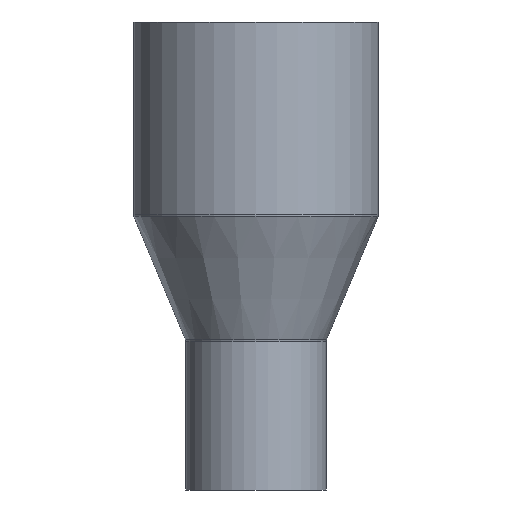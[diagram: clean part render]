
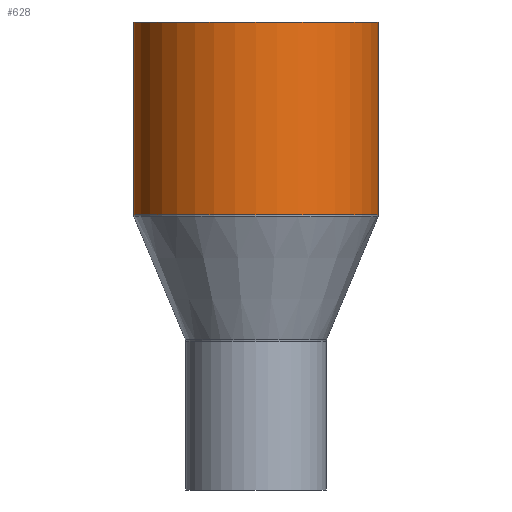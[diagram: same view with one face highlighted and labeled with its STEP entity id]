
A CAD part, front view. The second image highlights one B-rep face of the part: STEP entity #628.
In plain terms, the highlighted cylindrical face has radius 55 mm (diameter 110 mm), a partial arc.
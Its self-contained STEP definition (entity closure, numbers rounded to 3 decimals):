
#28 = DIRECTION ( 'NONE',  ( 0., 0., -1. ) ) ;
#36 = CARTESIAN_POINT ( 'NONE',  ( -55., 0., -16.533 ) ) ;
#40 = FACE_OUTER_BOUND ( 'NONE', #406, .T. ) ;
#63 = EDGE_CURVE ( 'NONE', #269, #548, #375, .T. ) ;
#103 = VERTEX_POINT ( 'NONE', #648 ) ;
#161 = VECTOR ( 'NONE', #561, 1000. ) ;
#180 = CARTESIAN_POINT ( 'NONE',  ( -55., 0., 25.066 ) ) ;
#191 = EDGE_CURVE ( 'NONE', #103, #548, #550, .T. ) ;
#192 = ORIENTED_EDGE ( 'NONE', *, *, #63, .T. ) ;
#233 = ORIENTED_EDGE ( 'NONE', *, *, #191, .F. ) ;
#238 = ORIENTED_EDGE ( 'NONE', *, *, #265, .T. ) ;
#248 = DIRECTION ( 'NONE',  ( 0., 0., -1. ) ) ;
#265 = EDGE_CURVE ( 'NONE', #516, #269, #473, .T. ) ;
#269 = VERTEX_POINT ( 'NONE', #323 ) ;
#289 = DIRECTION ( 'NONE',  ( 0., 0., -1. ) ) ;
#300 = CYLINDRICAL_SURFACE ( 'NONE', #377, 55. ) ;
#305 = CARTESIAN_POINT ( 'NONE',  ( 0., 0., 25.066 ) ) ;
#316 = VECTOR ( 'NONE', #289, 1000. ) ;
#323 = CARTESIAN_POINT ( 'NONE',  ( -55., 0., 111.664 ) ) ;
#333 = EDGE_CURVE ( 'NONE', #516, #103, #362, .T. ) ;
#362 = LINE ( 'NONE', #463, #161 ) ;
#375 = LINE ( 'NONE', #36, #316 ) ;
#377 = AXIS2_PLACEMENT_3D ( 'NONE', #402, #248, #493 ) ;
#402 = CARTESIAN_POINT ( 'NONE',  ( 0., 0., -16.533 ) ) ;
#406 = EDGE_LOOP ( 'NONE', ( #578, #238, #192, #233 ) ) ;
#454 = DIRECTION ( 'NONE',  ( -1., 0., 0. ) ) ;
#461 = CARTESIAN_POINT ( 'NONE',  ( 0., 0., 111.664 ) ) ;
#463 = CARTESIAN_POINT ( 'NONE',  ( 55., 0., -16.533 ) ) ;
#473 = CIRCLE ( 'NONE', #585, 55. ) ;
#493 = DIRECTION ( 'NONE',  ( -1., 0., 0. ) ) ;
#516 = VERTEX_POINT ( 'NONE', #529 ) ;
#529 = CARTESIAN_POINT ( 'NONE',  ( 55., 0., 111.664 ) ) ;
#548 = VERTEX_POINT ( 'NONE', #180 ) ;
#550 = CIRCLE ( 'NONE', #551, 55. ) ;
#551 = AXIS2_PLACEMENT_3D ( 'NONE', #305, #28, #454 ) ;
#561 = DIRECTION ( 'NONE',  ( 0., 0., -1. ) ) ;
#578 = ORIENTED_EDGE ( 'NONE', *, *, #333, .F. ) ;
#585 = AXIS2_PLACEMENT_3D ( 'NONE', #461, #654, #590 ) ;
#590 = DIRECTION ( 'NONE',  ( -1., 0., 0. ) ) ;
#628 = ADVANCED_FACE ( 'NONE', ( #40 ), #300, .T. ) ;
#648 = CARTESIAN_POINT ( 'NONE',  ( 55., 0., 25.066 ) ) ;
#654 = DIRECTION ( 'NONE',  ( 0., 0., -1. ) ) ;
